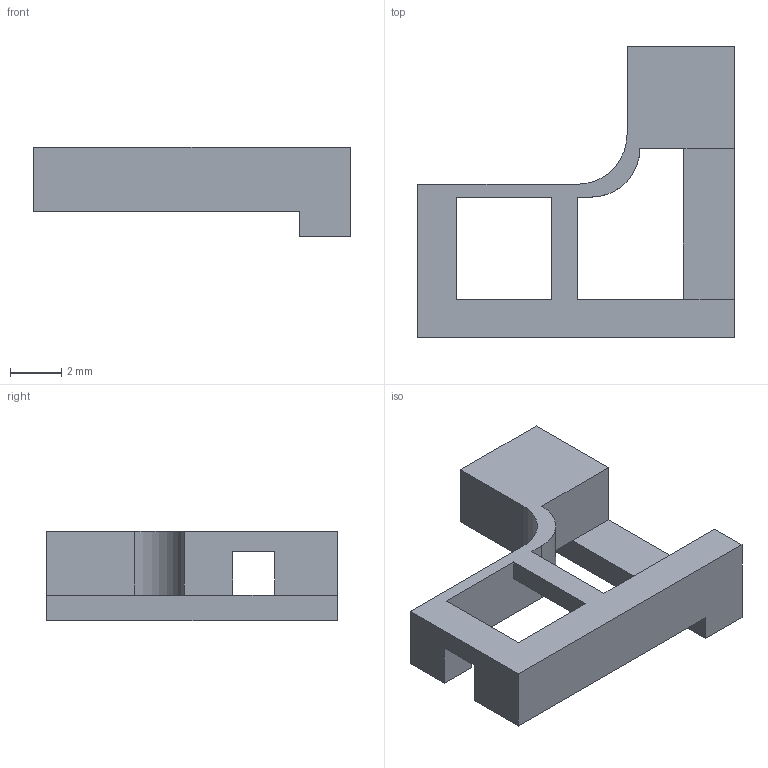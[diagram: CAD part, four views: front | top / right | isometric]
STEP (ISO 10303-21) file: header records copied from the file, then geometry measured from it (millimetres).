
FILE_DESCRIPTION(/* description */ (''),/* implementation_level */ '2;1');
FILE_NAME(/* name */ 'Kailh PCB Socket v2.step',/* time_stamp */ '2018-04-22T17:45:01-04:00',/* author */ ('lepepwerdna'),/* organization */ (''),/* preprocessor_version */ 'ST-DEVELOPER v17',/* originating_system */ 'Autodesk Translation Framework v7.1.0.215',/* authorisation */ '');
FILE_SCHEMA (('AUTOMOTIVE_DESIGN { 1 0 10303 214 3 1 1 }'));
Length unit declared in the file: millimetre
Products named in the file (1): Kailh PCB Socket
Bounding box: 12.4 x 11.4 x 3.5 mm (x, y, z)
Volume: 138 mm3; surface area: 325 mm2
Topology: 1 solids, 1 shells, 24 faces, 73 edges, 48 vertices
Faces by surface type: plane 22, cylinder 2
Entity records: 846 total; most frequent: ORIENTED_EDGE 146, CARTESIAN_POINT 146, DIRECTION 127, EDGE_CURVE 73, LINE 69, VECTOR 69, VERTEX_POINT 48, AXIS2_PLACEMENT_3D 29
